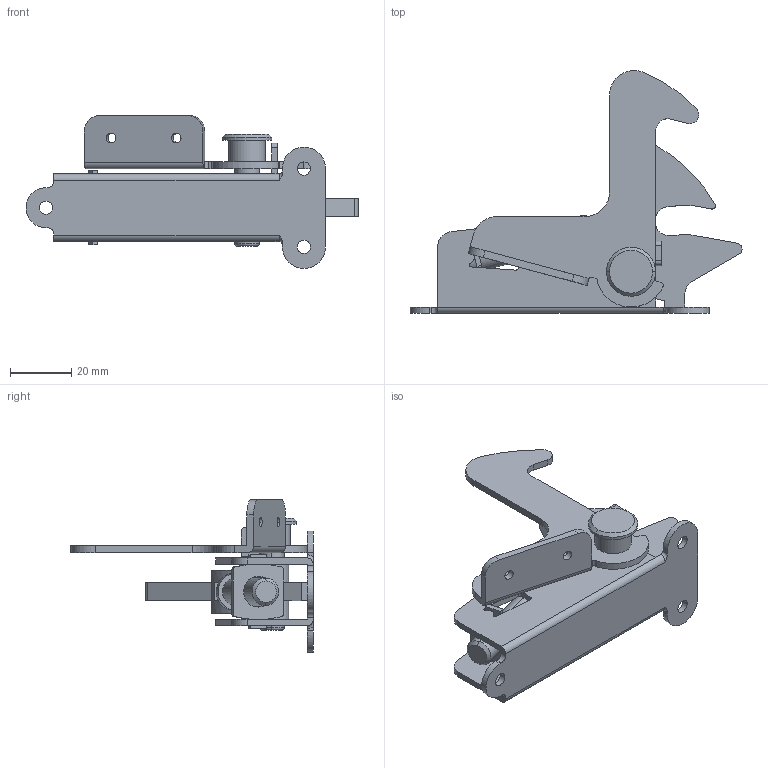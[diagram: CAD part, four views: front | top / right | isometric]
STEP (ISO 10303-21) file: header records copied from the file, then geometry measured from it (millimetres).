
FILE_DESCRIPTION (( 'STEP AP203' ), '1' );
FILE_NAME ('Žº‰ª•ÏŠ·.STEP', '2012-03-19T06:43:15', ( '' ), ( '' ), 'SwSTEP 2.0', 'SolidWorks 2011', '' );
FILE_SCHEMA (( 'CONFIG_CONTROL_DESIGN' ));
Length unit declared in the file: millimetre
Products named in the file (8): C-850-2S_ガイドシャフト; C-850-2S_バネ押え; C-850-2S_キャッチ; 室岡変換; C-850-2S_補助ロック; C-850-2S_樹脂カラー; C-850-2S_シャフト; C-850-2S_本体
Assembly tree (7 placements, depth 2):
  室岡変換
    C-850-2S_樹脂カラー
    C-850-2S_シャフト
    C-850-2S_バネ押え
    C-850-2S_ガイドシャフト
    C-850-2S_本体
    C-850-2S_補助ロック
    C-850-2S_キャッチ
Bounding box: 108.13 x 79 x 49.75 mm (x, y, z)
Volume: 31949.8 mm3; surface area: 27375.2 mm2
Topology: 7 solids, 7 shells, 221 faces, 586 edges, 386 vertices
Faces by surface type: cylinder 109, plane 102, cone 6, torus 4
Entity records: 7835 total; most frequent: DIRECTION 1280, CARTESIAN_POINT 1222, ORIENTED_EDGE 1172, EDGE_CURVE 586, AXIS2_PLACEMENT_3D 468, VERTEX_POINT 386, VECTOR 344, LINE 344
